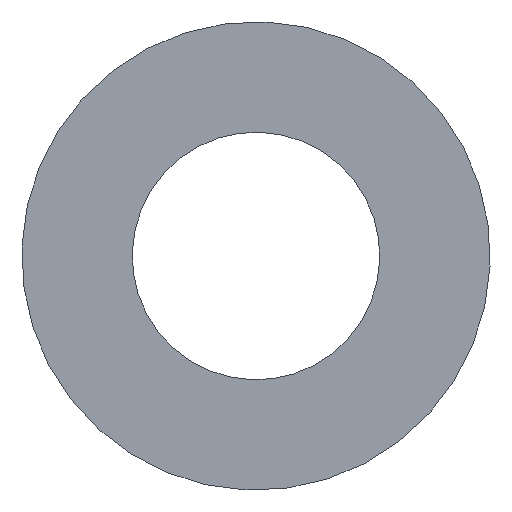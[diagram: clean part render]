
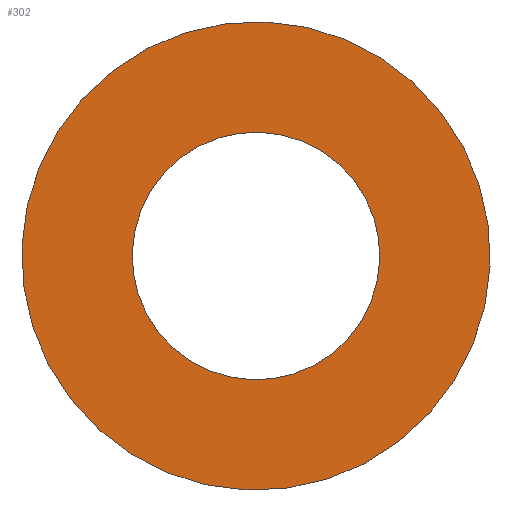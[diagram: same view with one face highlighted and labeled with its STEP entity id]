
A CAD part, left-side view. The second image highlights one B-rep face of the part: STEP entity #302.
In plain terms, the highlighted planar face has unit normal (-1, 0, 0).
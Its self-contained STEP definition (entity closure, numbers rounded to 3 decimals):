
#21 = EDGE_CURVE('',#22,#24,#26,.T.);
#22 = VERTEX_POINT('',#23);
#23 = CARTESIAN_POINT('',(24.655,11.01,-60.518
    ));
#24 = VERTEX_POINT('',#25);
#25 = CARTESIAN_POINT('',(24.655,-1.005,-65.482
    ));
#26 = SURFACE_CURVE('',#27,(#32,#44),.PCURVE_S1.);
#27 = CIRCLE('',#28,6.5);
#28 = AXIS2_PLACEMENT_3D('',#29,#30,#31);
#29 = CARTESIAN_POINT('',(24.655,5.002,-63.));
#30 = DIRECTION('',(1.,0.,-0.));
#31 = DIRECTION('',(0.,0.924,0.382));
#32 = PCURVE('',#33,#38);
#33 = CYLINDRICAL_SURFACE('',#34,6.5);
#34 = AXIS2_PLACEMENT_3D('',#35,#36,#37);
#35 = CARTESIAN_POINT('',(59.58,5.002,-63.));
#36 = DIRECTION('',(1.,0.,-0.));
#37 = DIRECTION('',(0.,0.924,0.382));
#38 = DEFINITIONAL_REPRESENTATION('',(#39),#43);
#39 = LINE('',#40,#41);
#40 = CARTESIAN_POINT('',(0.,-34.925));
#41 = VECTOR('',#42,1.);
#42 = DIRECTION('',(1.,0.));
#43 = ( GEOMETRIC_REPRESENTATION_CONTEXT(2) 
PARAMETRIC_REPRESENTATION_CONTEXT() REPRESENTATION_CONTEXT('2D SPACE',''
  ) );
#44 = PCURVE('',#45,#50);
#45 = PLANE('',#46);
#46 = AXIS2_PLACEMENT_3D('',#47,#48,#49);
#47 = CARTESIAN_POINT('',(24.655,3.69,-59.825)
  );
#48 = DIRECTION('',(1.,-0.,0.));
#49 = DIRECTION('',(0.,0.924,0.382));
#50 = DEFINITIONAL_REPRESENTATION('',(#51),#55);
#51 = CIRCLE('',#52,6.5);
#52 = AXIS2_PLACEMENT_2D('',#53,#54);
#53 = CARTESIAN_POINT('',(0.,-3.435));
#54 = DIRECTION('',(1.,0.));
#55 = ( GEOMETRIC_REPRESENTATION_CONTEXT(2) 
PARAMETRIC_REPRESENTATION_CONTEXT() REPRESENTATION_CONTEXT('2D SPACE',''
  ) );
#73 = CYLINDRICAL_SURFACE('',#74,6.5);
#74 = AXIS2_PLACEMENT_3D('',#75,#76,#77);
#75 = CARTESIAN_POINT('',(59.58,5.002,-63.));
#76 = DIRECTION('',(1.,0.,-0.));
#77 = DIRECTION('',(0.,0.924,0.382));
#143 = VERTEX_POINT('',#144);
#144 = CARTESIAN_POINT('',(24.655,8.177,-61.688
    ));
#153 = CYLINDRICAL_SURFACE('',#154,3.435);
#154 = AXIS2_PLACEMENT_3D('',#155,#156,#157);
#155 = CARTESIAN_POINT('',(59.58,5.002,-63.));
#156 = DIRECTION('',(1.,0.,-0.));
#157 = DIRECTION('',(0.,0.924,0.382));
#165 = CYLINDRICAL_SURFACE('',#166,3.435);
#166 = AXIS2_PLACEMENT_3D('',#167,#168,#169);
#167 = CARTESIAN_POINT('',(59.58,5.002,-63.));
#168 = DIRECTION('',(1.,0.,-0.));
#169 = DIRECTION('',(0.,0.924,0.382));
#206 = VERTEX_POINT('',#207);
#207 = CARTESIAN_POINT('',(24.655,1.827,-64.312
    ));
#228 = EDGE_CURVE('',#206,#143,#229,.T.);
#229 = SURFACE_CURVE('',#230,(#235,#242),.PCURVE_S1.);
#230 = CIRCLE('',#231,3.435);
#231 = AXIS2_PLACEMENT_3D('',#232,#233,#234);
#232 = CARTESIAN_POINT('',(24.655,5.002,-63.));
#233 = DIRECTION('',(1.,0.,-0.));
#234 = DIRECTION('',(0.,0.924,0.382));
#235 = PCURVE('',#153,#236);
#236 = DEFINITIONAL_REPRESENTATION('',(#237),#241);
#237 = LINE('',#238,#239);
#238 = CARTESIAN_POINT('',(0.,-34.925));
#239 = VECTOR('',#240,1.);
#240 = DIRECTION('',(1.,0.));
#241 = ( GEOMETRIC_REPRESENTATION_CONTEXT(2) 
PARAMETRIC_REPRESENTATION_CONTEXT() REPRESENTATION_CONTEXT('2D SPACE',''
  ) );
#242 = PCURVE('',#45,#243);
#243 = DEFINITIONAL_REPRESENTATION('',(#244),#248);
#244 = CIRCLE('',#245,3.435);
#245 = AXIS2_PLACEMENT_2D('',#246,#247);
#246 = CARTESIAN_POINT('',(0.,-3.435));
#247 = DIRECTION('',(1.,0.));
#248 = ( GEOMETRIC_REPRESENTATION_CONTEXT(2) 
PARAMETRIC_REPRESENTATION_CONTEXT() REPRESENTATION_CONTEXT('2D SPACE',''
  ) );
#280 = EDGE_CURVE('',#143,#206,#281,.T.);
#281 = SURFACE_CURVE('',#282,(#287,#294),.PCURVE_S1.);
#282 = CIRCLE('',#283,3.435);
#283 = AXIS2_PLACEMENT_3D('',#284,#285,#286);
#284 = CARTESIAN_POINT('',(24.655,5.002,-63.));
#285 = DIRECTION('',(1.,0.,-0.));
#286 = DIRECTION('',(0.,0.924,0.382));
#287 = PCURVE('',#165,#288);
#288 = DEFINITIONAL_REPRESENTATION('',(#289),#293);
#289 = LINE('',#290,#291);
#290 = CARTESIAN_POINT('',(0.,-34.925));
#291 = VECTOR('',#292,1.);
#292 = DIRECTION('',(1.,0.));
#293 = ( GEOMETRIC_REPRESENTATION_CONTEXT(2) 
PARAMETRIC_REPRESENTATION_CONTEXT() REPRESENTATION_CONTEXT('2D SPACE',''
  ) );
#294 = PCURVE('',#45,#295);
#295 = DEFINITIONAL_REPRESENTATION('',(#296),#300);
#296 = CIRCLE('',#297,3.435);
#297 = AXIS2_PLACEMENT_2D('',#298,#299);
#298 = CARTESIAN_POINT('',(0.,-3.435));
#299 = DIRECTION('',(1.,0.));
#300 = ( GEOMETRIC_REPRESENTATION_CONTEXT(2) 
PARAMETRIC_REPRESENTATION_CONTEXT() REPRESENTATION_CONTEXT('2D SPACE',''
  ) );
#302 = ADVANCED_FACE('',(#303,#328),#45,.F.);
#303 = FACE_BOUND('',#304,.T.);
#304 = EDGE_LOOP('',(#305,#306));
#305 = ORIENTED_EDGE('',*,*,#21,.F.);
#306 = ORIENTED_EDGE('',*,*,#307,.F.);
#307 = EDGE_CURVE('',#24,#22,#308,.T.);
#308 = SURFACE_CURVE('',#309,(#314,#321),.PCURVE_S1.);
#309 = CIRCLE('',#310,6.5);
#310 = AXIS2_PLACEMENT_3D('',#311,#312,#313);
#311 = CARTESIAN_POINT('',(24.655,5.002,-63.));
#312 = DIRECTION('',(1.,0.,-0.));
#313 = DIRECTION('',(0.,0.924,0.382));
#314 = PCURVE('',#45,#315);
#315 = DEFINITIONAL_REPRESENTATION('',(#316),#320);
#316 = CIRCLE('',#317,6.5);
#317 = AXIS2_PLACEMENT_2D('',#318,#319);
#318 = CARTESIAN_POINT('',(0.,-3.435));
#319 = DIRECTION('',(1.,0.));
#320 = ( GEOMETRIC_REPRESENTATION_CONTEXT(2) 
PARAMETRIC_REPRESENTATION_CONTEXT() REPRESENTATION_CONTEXT('2D SPACE',''
  ) );
#321 = PCURVE('',#73,#322);
#322 = DEFINITIONAL_REPRESENTATION('',(#323),#327);
#323 = LINE('',#324,#325);
#324 = CARTESIAN_POINT('',(0.,-34.925));
#325 = VECTOR('',#326,1.);
#326 = DIRECTION('',(1.,0.));
#327 = ( GEOMETRIC_REPRESENTATION_CONTEXT(2) 
PARAMETRIC_REPRESENTATION_CONTEXT() REPRESENTATION_CONTEXT('2D SPACE',''
  ) );
#328 = FACE_BOUND('',#329,.T.);
#329 = EDGE_LOOP('',(#330,#331));
#330 = ORIENTED_EDGE('',*,*,#280,.T.);
#331 = ORIENTED_EDGE('',*,*,#228,.T.);
